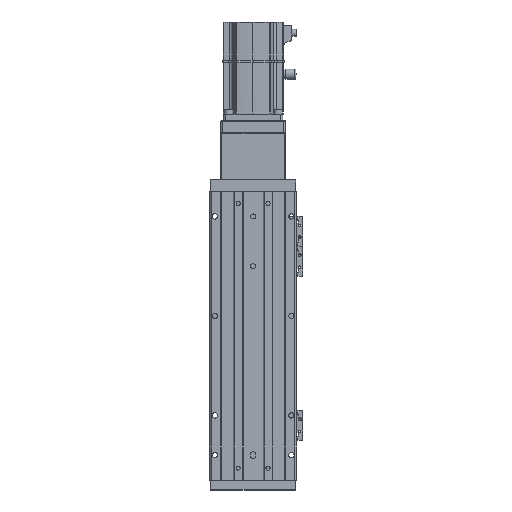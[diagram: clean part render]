
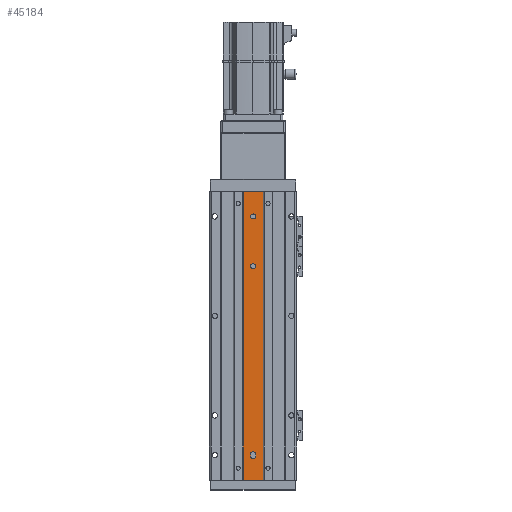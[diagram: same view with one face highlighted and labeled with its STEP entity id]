
A CAD part, front view. The second image highlights one B-rep face of the part: STEP entity #45184.
In plain terms, the highlighted planar face has unit normal (0, -1, 0).
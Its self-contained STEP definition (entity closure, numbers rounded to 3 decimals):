
#77 = CARTESIAN_POINT ( 'NONE',  ( 2.5, 1., -121. ) ) ;
#623 = DIRECTION ( 'NONE',  ( 1., 0., 0. ) ) ;
#642 = CARTESIAN_POINT ( 'NONE',  ( 2.5, 1., -119. ) ) ;
#1022 = DIRECTION ( 'NONE',  ( 0., -1., 0. ) ) ;
#1071 = EDGE_CURVE ( 'NONE', #25419, #16477, #22783, .T. ) ;
#1181 = AXIS2_PLACEMENT_3D ( 'NONE', #13374, #27327, #41284 ) ;
#1449 = VERTEX_POINT ( 'NONE', #14141 ) ;
#1636 = LINE ( 'NONE', #15587, #44454 ) ;
#1788 = VERTEX_POINT ( 'NONE', #20278 ) ;
#1909 = AXIS2_PLACEMENT_3D ( 'NONE', #23401, #37368, #6010 ) ;
#2215 = EDGE_CURVE ( 'NONE', #16477, #28559, #24062, .T. ) ;
#2577 = VERTEX_POINT ( 'NONE', #5444 ) ;
#2631 = CARTESIAN_POINT ( 'NONE',  ( -10., 1., -145. ) ) ;
#2865 = ORIENTED_EDGE ( 'NONE', *, *, #39640, .F. ) ;
#3066 = AXIS2_PLACEMENT_3D ( 'NONE', #43021, #11660, #25609 ) ;
#5444 = CARTESIAN_POINT ( 'NONE',  ( -2.5, 1., 120. ) ) ;
#5739 = DIRECTION ( 'NONE',  ( -1., 0., 0. ) ) ;
#5968 = VERTEX_POINT ( 'NONE', #16942 ) ;
#6010 = DIRECTION ( 'NONE',  ( 1., 0., 0. ) ) ;
#6074 = VECTOR ( 'NONE', #6676, 1000. ) ;
#6084 = FACE_BOUND ( 'NONE', #33956, .T. ) ;
#6377 = EDGE_LOOP ( 'NONE', ( #20273, #30564, #24773, #7280 ) ) ;
#6644 = CARTESIAN_POINT ( 'NONE',  ( 10., 1., -145. ) ) ;
#6676 = DIRECTION ( 'NONE',  ( 0., 0., -1. ) ) ;
#7280 = ORIENTED_EDGE ( 'NONE', *, *, #1071, .F. ) ;
#8150 = VERTEX_POINT ( 'NONE', #18337 ) ;
#8685 = VECTOR ( 'NONE', #20599, 1000. ) ;
#11660 = DIRECTION ( 'NONE',  ( 0., -1., 0. ) ) ;
#11796 = DIRECTION ( 'NONE',  ( 0., 0., 1. ) ) ;
#12227 = AXIS2_PLACEMENT_3D ( 'NONE', #2631, #16599, #30575 ) ;
#12989 = AXIS2_PLACEMENT_3D ( 'NONE', #18006, #31983, #623 ) ;
#13374 = CARTESIAN_POINT ( 'NONE',  ( 0., 1., -121. ) ) ;
#13594 = CARTESIAN_POINT ( 'NONE',  ( 0., 1., 70. ) ) ;
#14039 = DIRECTION ( 'NONE',  ( 0., 0., 1. ) ) ;
#14141 = CARTESIAN_POINT ( 'NONE',  ( 10., 1., 145. ) ) ;
#14409 = VECTOR ( 'NONE', #14039, 1000. ) ;
#14974 = DIRECTION ( 'NONE',  ( 1., 0., 0. ) ) ;
#15587 = CARTESIAN_POINT ( 'NONE',  ( -10., 1., 145. ) ) ;
#15761 = EDGE_CURVE ( 'NONE', #5968, #25419, #31434, .T. ) ;
#16477 = VERTEX_POINT ( 'NONE', #19164 ) ;
#16599 = DIRECTION ( 'NONE',  ( 0., 1., 0. ) ) ;
#16792 = ORIENTED_EDGE ( 'NONE', *, *, #16946, .F. ) ;
#16942 = CARTESIAN_POINT ( 'NONE',  ( 2.5, 1., -121. ) ) ;
#16946 = EDGE_CURVE ( 'NONE', #8150, #2577, #17423, .T. ) ;
#17191 = VECTOR ( 'NONE', #11796, 1000. ) ;
#17423 = CIRCLE ( 'NONE', #42997, 2.5 ) ;
#17541 = EDGE_CURVE ( 'NONE', #36904, #1449, #37992, .T. ) ;
#17999 = EDGE_LOOP ( 'NONE', ( #16792, #37631 ) ) ;
#18006 = CARTESIAN_POINT ( 'NONE',  ( 0., 1., 70. ) ) ;
#18337 = CARTESIAN_POINT ( 'NONE',  ( 2.5, 1., 120. ) ) ;
#19164 = CARTESIAN_POINT ( 'NONE',  ( -2.5, 1., -119. ) ) ;
#20038 = FACE_OUTER_BOUND ( 'NONE', #26613, .T. ) ;
#20135 = CIRCLE ( 'NONE', #25950, 2.5 ) ;
#20273 = ORIENTED_EDGE ( 'NONE', *, *, #15761, .F. ) ;
#20278 = CARTESIAN_POINT ( 'NONE',  ( -10., 1., 145. ) ) ;
#20599 = DIRECTION ( 'NONE',  ( 0., 0., 1. ) ) ;
#20924 = CIRCLE ( 'NONE', #1181, 2.5 ) ;
#21575 = EDGE_CURVE ( 'NONE', #36904, #42505, #23110, .T. ) ;
#21673 = CIRCLE ( 'NONE', #1909, 2.5 ) ;
#22783 = CIRCLE ( 'NONE', #3066, 2.5 ) ;
#23110 = LINE ( 'NONE', #37085, #32941 ) ;
#23401 = CARTESIAN_POINT ( 'NONE',  ( 0., 1., 120. ) ) ;
#23479 = FACE_BOUND ( 'NONE', #17999, .T. ) ;
#23834 = CARTESIAN_POINT ( 'NONE',  ( 2.5, 1., 70. ) ) ;
#24062 = LINE ( 'NONE', #38027, #6074 ) ;
#24150 = ORIENTED_EDGE ( 'NONE', *, *, #34108, .F. ) ;
#24773 = ORIENTED_EDGE ( 'NONE', *, *, #2215, .F. ) ;
#25192 = ORIENTED_EDGE ( 'NONE', *, *, #17541, .T. ) ;
#25419 = VERTEX_POINT ( 'NONE', #642 ) ;
#25609 = DIRECTION ( 'NONE',  ( 1., 0., 0. ) ) ;
#25950 = AXIS2_PLACEMENT_3D ( 'NONE', #13594, #27560, #41533 ) ;
#26479 = EDGE_CURVE ( 'NONE', #1449, #1788, #1636, .T. ) ;
#26613 = EDGE_LOOP ( 'NONE', ( #27920, #2865, #34052, #25192 ) ) ;
#27327 = DIRECTION ( 'NONE',  ( 0., -1., 0. ) ) ;
#27560 = DIRECTION ( 'NONE',  ( 0., -1., 0. ) ) ;
#27779 = CARTESIAN_POINT ( 'NONE',  ( 10., 1., -145. ) ) ;
#27911 = VERTEX_POINT ( 'NONE', #23834 ) ;
#27920 = ORIENTED_EDGE ( 'NONE', *, *, #26479, .T. ) ;
#28559 = VERTEX_POINT ( 'NONE', #36000 ) ;
#29183 = LINE ( 'NONE', #43161, #17191 ) ;
#29544 = DIRECTION ( 'NONE',  ( -1., 0., 0. ) ) ;
#30564 = ORIENTED_EDGE ( 'NONE', *, *, #42693, .F. ) ;
#30575 = DIRECTION ( 'NONE',  ( -1., 0., 0. ) ) ;
#31434 = LINE ( 'NONE', #77, #14409 ) ;
#31983 = DIRECTION ( 'NONE',  ( 0., -1., 0. ) ) ;
#32391 = CARTESIAN_POINT ( 'NONE',  ( 0., 1., 120. ) ) ;
#32729 = CIRCLE ( 'NONE', #12989, 2.5 ) ;
#32941 = VECTOR ( 'NONE', #5739, 1000. ) ;
#33956 = EDGE_LOOP ( 'NONE', ( #38667, #24150 ) ) ;
#34006 = PLANE ( 'NONE',  #12227 ) ;
#34052 = ORIENTED_EDGE ( 'NONE', *, *, #21575, .F. ) ;
#34108 = EDGE_CURVE ( 'NONE', #35202, #27911, #32729, .T. ) ;
#35202 = VERTEX_POINT ( 'NONE', #41385 ) ;
#36000 = CARTESIAN_POINT ( 'NONE',  ( -2.5, 1., -121. ) ) ;
#36904 = VERTEX_POINT ( 'NONE', #27779 ) ;
#37085 = CARTESIAN_POINT ( 'NONE',  ( -10., 1., -145. ) ) ;
#37368 = DIRECTION ( 'NONE',  ( 0., -1., 0. ) ) ;
#37439 = FACE_BOUND ( 'NONE', #6377, .T. ) ;
#37631 = ORIENTED_EDGE ( 'NONE', *, *, #44393, .F. ) ;
#37992 = LINE ( 'NONE', #6644, #8685 ) ;
#38027 = CARTESIAN_POINT ( 'NONE',  ( -2.5, 1., -121. ) ) ;
#38667 = ORIENTED_EDGE ( 'NONE', *, *, #39863, .F. ) ;
#39483 = CARTESIAN_POINT ( 'NONE',  ( -10., 1., -145. ) ) ;
#39640 = EDGE_CURVE ( 'NONE', #42505, #1788, #29183, .T. ) ;
#39863 = EDGE_CURVE ( 'NONE', #27911, #35202, #20135, .T. ) ;
#41284 = DIRECTION ( 'NONE',  ( 1., 0., 0. ) ) ;
#41385 = CARTESIAN_POINT ( 'NONE',  ( -2.5, 1., 70. ) ) ;
#41533 = DIRECTION ( 'NONE',  ( 1., 0., 0. ) ) ;
#42505 = VERTEX_POINT ( 'NONE', #39483 ) ;
#42693 = EDGE_CURVE ( 'NONE', #28559, #5968, #20924, .T. ) ;
#42997 = AXIS2_PLACEMENT_3D ( 'NONE', #32391, #1022, #14974 ) ;
#43021 = CARTESIAN_POINT ( 'NONE',  ( 0., 1., -119. ) ) ;
#43161 = CARTESIAN_POINT ( 'NONE',  ( -10., 1., -145. ) ) ;
#44393 = EDGE_CURVE ( 'NONE', #2577, #8150, #21673, .T. ) ;
#44454 = VECTOR ( 'NONE', #29544, 1000. ) ;
#45184 = ADVANCED_FACE ( 'NONE', ( #23479, #37439, #6084, #20038 ), #34006, .F. ) ;
